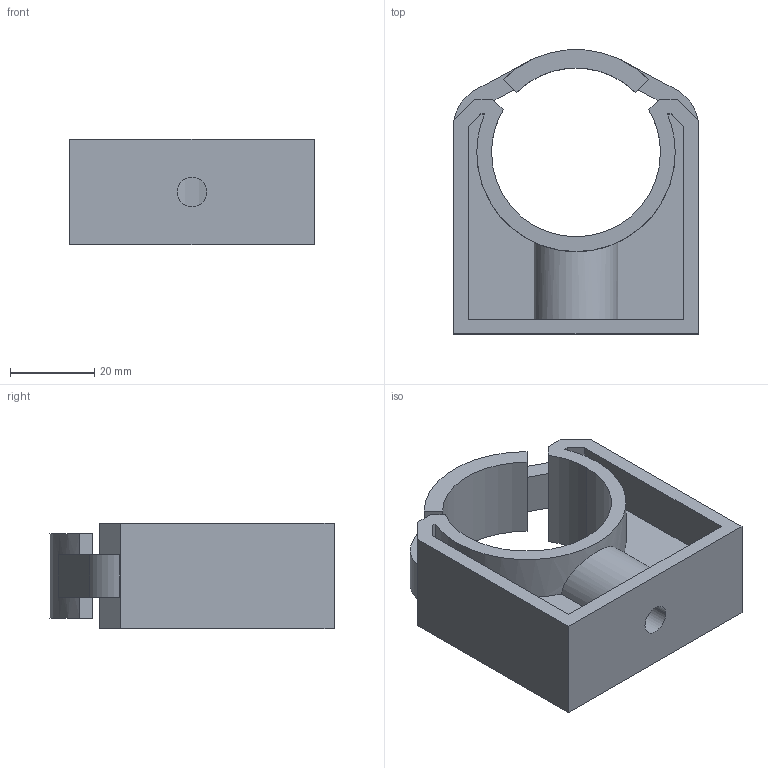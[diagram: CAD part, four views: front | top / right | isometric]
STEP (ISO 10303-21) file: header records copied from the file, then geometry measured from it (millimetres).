
FILE_DESCRIPTION (( 'STEP AP214' ), '1' );
FILE_NAME ('65928 Rohrschelle PP d40.step', '2008-04-23T02:10:41', ( '' ), ( '' ), 'SwSTEP 2.0', 'SolidWorks 2008', '' );
FILE_SCHEMA (( 'AUTOMOTIVE_DESIGN' ));
Length unit declared in the file: millimetre
Products named in the file (1): 65928 Rohrschelle PP d40
Bounding box: 58 x 67.28 x 25 mm (x, y, z)
Volume: 31671.2 mm3; surface area: 19137.7 mm2
Topology: 1 solids, 1 shells, 67 faces, 188 edges, 124 vertices
Faces by surface type: plane 48, cylinder 19
Entity records: 2870 total; most frequent: CARTESIAN_POINT 556, ORIENTED_EDGE 376, DIRECTION 364, EDGE_CURVE 188, VECTOR 140, LINE 140, VERTEX_POINT 124, AXIS2_PLACEMENT_3D 112
